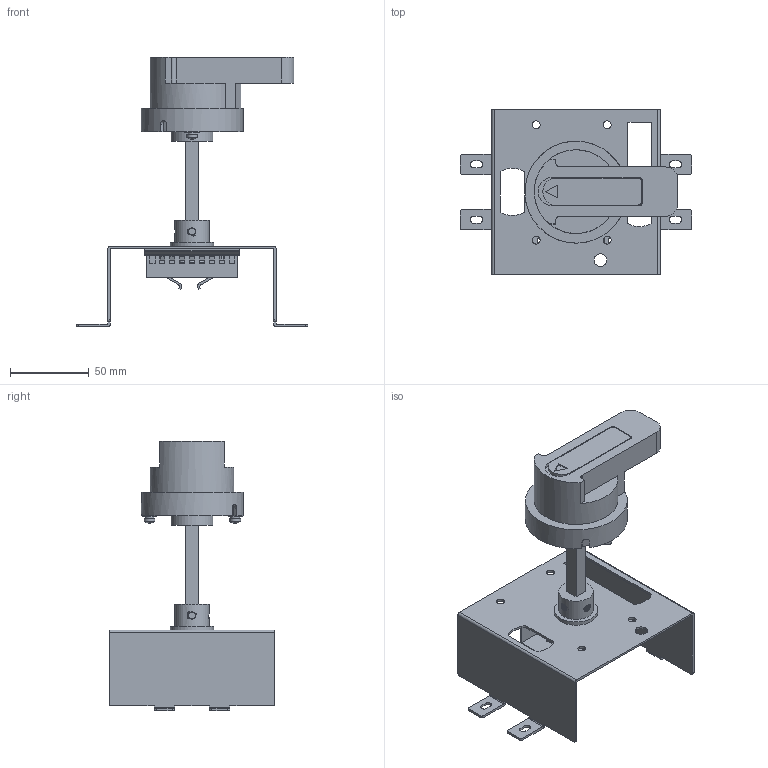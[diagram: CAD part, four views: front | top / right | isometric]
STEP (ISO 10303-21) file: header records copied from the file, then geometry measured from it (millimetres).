
FILE_DESCRIPTION(/* description */ (''),/* implementation_level */ '2;1');
FILE_NAME(/* name */ 'model1.stp',/* time_stamp */ '2025-01-09T09:52:30+08:00',/* author */ (''),/* organization */ (''),/* preprocessor_version */ 'ST-DEVELOPER v11',/* originating_system */ 'SIEMENS UGS NX 6.0',/* authorisation */ '');
FILE_SCHEMA (('CONFIG_CONTROL_DESIGN'));
Products named in the file (1): AdmiC0EEsq9u
Bounding box: 146.5 x 105 x 170.5 mm (x, y, z)
Volume: 123147 mm3; surface area: 106724.9 mm2
Topology: 4 solids, 12 shells, 1007 faces, 2670 edges, 1712 vertices
Faces by surface type: plane 492, cylinder 315, bspline 152, cone 27, torus 19, sphere 2
Full cylindrical faces by diameter (mm): 2 x2, 3.241 x2, 3.242 x2, 3.545 x2, 3.6 x2, 4 x5, 4.2 x4, 4.3 x2, 5 x4, 6.78 x2, 6.8 x5, 8 x2, 9 x2, 21.8 x2, 22 x1, 24 x2, 24.489 x1, 26.5 x1, 27.6 x2, 64.6 x1
Entity records: 47050 total; most frequent: CARTESIAN_POINT 23265, ORIENTED_EDGE 5082, DIRECTION 4615, EDGE_CURVE 2541, VERTEX_POINT 1665, AXIS2_PLACEMENT_3D 1626, LINE 1363, VECTOR 1363
